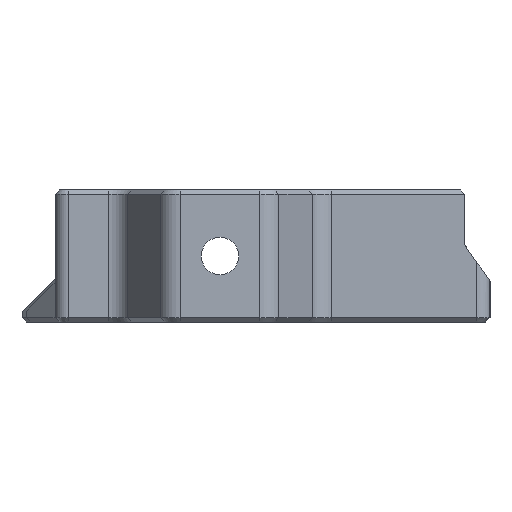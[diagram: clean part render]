
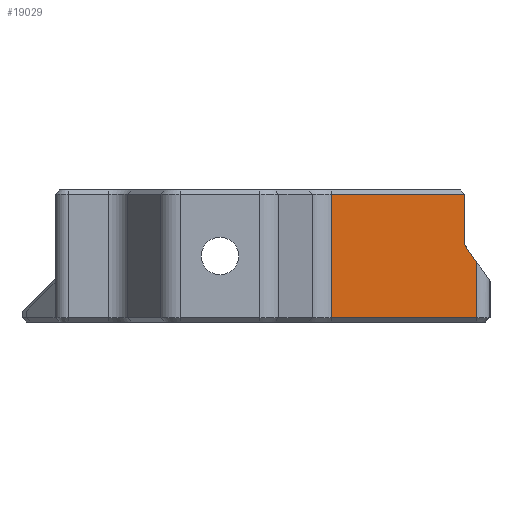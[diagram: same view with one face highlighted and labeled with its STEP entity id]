
A CAD part, left-side view. The second image highlights one B-rep face of the part: STEP entity #19029.
In plain terms, the highlighted planar face has unit normal (-1, 0, 0).
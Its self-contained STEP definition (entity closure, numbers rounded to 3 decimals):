
#2314=FACE_OUTER_BOUND('',#3411,.T.);
#3411=EDGE_LOOP('',(#15600,#15601,#15602,#15603,#15604,#15605));
#5123=LINE('',#32309,#6968);
#5124=LINE('',#32313,#6969);
#5125=LINE('',#32315,#6970);
#5126=LINE('',#32317,#6971);
#5127=LINE('',#32319,#6972);
#5128=LINE('',#32320,#6973);
#6968=VECTOR('',#25464,1000.);
#6969=VECTOR('',#25469,1000.);
#6970=VECTOR('',#25470,1000.);
#6971=VECTOR('',#25471,1000.);
#6972=VECTOR('',#25472,1000.);
#6973=VECTOR('',#25473,1000.);
#8947=VERTEX_POINT('',#32306);
#8948=VERTEX_POINT('',#32308);
#8949=VERTEX_POINT('',#32312);
#8950=VERTEX_POINT('',#32314);
#8951=VERTEX_POINT('',#32316);
#8952=VERTEX_POINT('',#32318);
#11375=EDGE_CURVE('',#8948,#8947,#5123,.T.);
#11377=EDGE_CURVE('',#8947,#8949,#5124,.T.);
#11378=EDGE_CURVE('',#8949,#8950,#5125,.T.);
#11379=EDGE_CURVE('',#8951,#8950,#5126,.T.);
#11380=EDGE_CURVE('',#8952,#8951,#5127,.T.);
#11381=EDGE_CURVE('',#8952,#8948,#5128,.T.);
#15600=ORIENTED_EDGE('',*,*,#11375,.T.);
#15601=ORIENTED_EDGE('',*,*,#11377,.T.);
#15602=ORIENTED_EDGE('',*,*,#11378,.T.);
#15603=ORIENTED_EDGE('',*,*,#11379,.F.);
#15604=ORIENTED_EDGE('',*,*,#11380,.F.);
#15605=ORIENTED_EDGE('',*,*,#11381,.T.);
#18116=PLANE('',#20842);
#19029=ADVANCED_FACE('',(#2314),#18116,.T.);
#20842=AXIS2_PLACEMENT_3D('',#32311,#25467,#25468);
#25464=DIRECTION('',(0.,0.,-1.));
#25467=DIRECTION('center_axis',(-1.,0.,0.));
#25468=DIRECTION('ref_axis',(0.,0.,1.));
#25469=DIRECTION('',(0.,-1.,0.));
#25470=DIRECTION('',(0.,0.,1.));
#25471=DIRECTION('',(0.,-0.574,-0.819));
#25472=DIRECTION('',(0.,0.,-1.));
#25473=DIRECTION('',(0.,1.,0.));
#32306=CARTESIAN_POINT('',(128.833,-100.091,42.262));
#32308=CARTESIAN_POINT('',(128.833,-100.091,53.462));
#32309=CARTESIAN_POINT('',(128.833,-100.091,53.862));
#32311=CARTESIAN_POINT('Origin',(128.833,-100.091,53.862));
#32312=CARTESIAN_POINT('',(128.833,-113.291,42.262));
#32313=CARTESIAN_POINT('',(128.833,-100.091,42.262));
#32314=CARTESIAN_POINT('',(128.833,-113.291,47.292));
#32315=CARTESIAN_POINT('',(128.833,-113.291,53.862));
#32316=CARTESIAN_POINT('',(128.833,-112.191,48.862));
#32317=CARTESIAN_POINT('',(128.833,-114.491,45.578));
#32318=CARTESIAN_POINT('',(128.833,-112.191,53.462));
#32319=CARTESIAN_POINT('',(128.833,-112.191,53.862));
#32320=CARTESIAN_POINT('',(128.833,-100.091,53.462));
